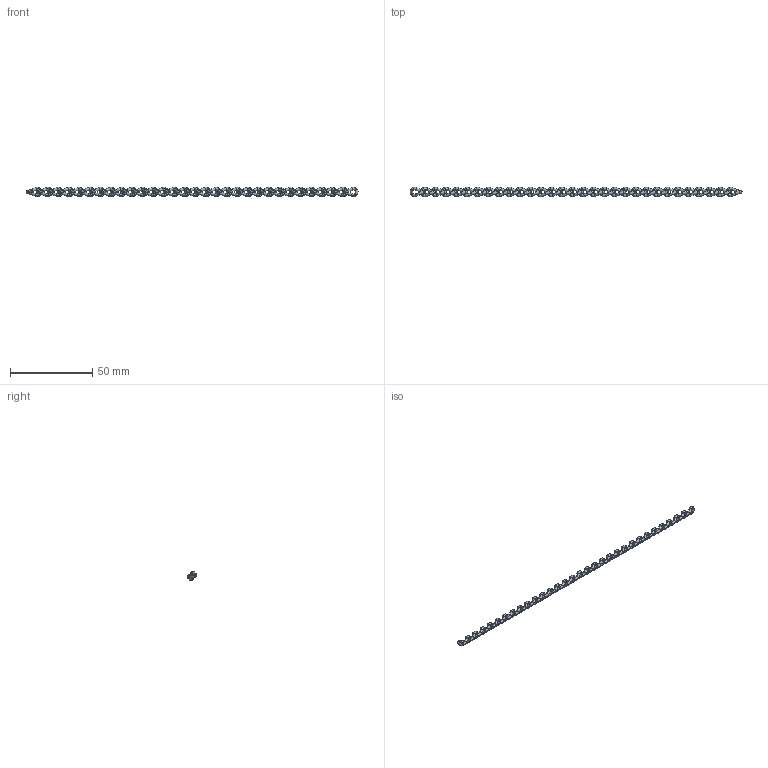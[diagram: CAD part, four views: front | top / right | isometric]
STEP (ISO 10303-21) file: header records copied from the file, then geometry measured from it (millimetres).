
FILE_DESCRIPTION((''),'2;1');
FILE_NAME('','2005-12-14T14:28:51',(''),(''),'','CADfix','');
FILE_SCHEMA(('AUTOMOTIVE_DESIGN'));
Length unit declared in the file: millimetre
Products named in the file (2): chain; TM_104SUS_17_10234_36
Assembly tree (31 placements, depth 2):
  TM_104SUS_17_10234_36
    chain  x31
Bounding box: 201.58 x 5.67 x 5.69 mm (x, y, z)
Volume: 1387.3 mm3; surface area: 3464 mm2
Topology: 31 solids, 31 shells, 744 faces, 2480 edges, 1736 vertices
Faces by surface type: bspline 744
Entity records: 2217 total; most frequent: CARTESIAN_POINT 1408, ORIENTED_EDGE 160, DIRECTION 128, EDGE_CURVE 80, B_SPLINE_CURVE_WITH_KNOTS 72, AXIS2_PLACEMENT_3D 64, VERTEX_POINT 56, PRODUCT_DEFINITION_SHAPE 33
